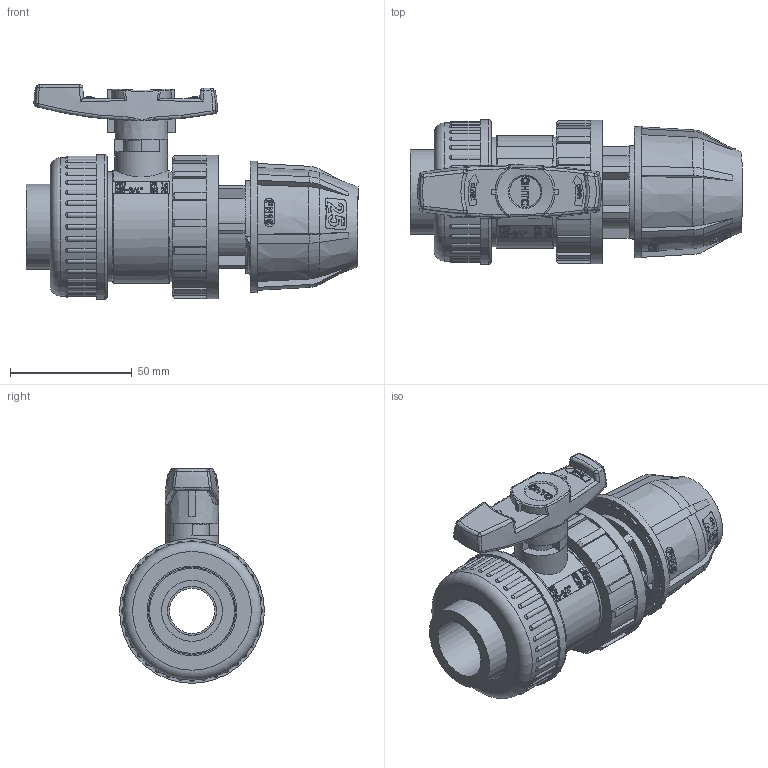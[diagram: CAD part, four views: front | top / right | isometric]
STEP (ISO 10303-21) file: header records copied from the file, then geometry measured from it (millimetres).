
FILE_DESCRIPTION(/* description */ (''),/* implementation_level */ '2;1');
FILE_NAME(/* name */ 'AK0916.025.025.step',/* time_stamp */ '2026-04-02T15:45:18+02:00',/* author */ (''),/* organization */ (''),/* preprocessor_version */ 'ST-DEVELOPER v20.1',/* originating_system */ 'Autodesk Translation Framework v14.24.0.0',/* authorisation */ '');
FILE_SCHEMA (('AUTOMOTIVE_DESIGN { 1 0 10303 214 3 1 1 }'));
Products named in the file (2): 2025-12-30-08-12-25-650; Kugelhahn_ÜberwurfmutterxKlebemuffe.25
Assembly tree (1 placements, depth 2):
  2025-12-30-08-12-25-650
    Kugelhahn_ÜberwurfmutterxKlebemuffe.25
Bounding box: 136.42 x 59.5 x 88.17 mm (x, y, z)
Volume: 186638 mm3; surface area: 112742.6 mm2
Topology: 21 solids, 21 shells, 1507 faces, 3949 edges, 2592 vertices
Faces by surface type: plane 549, bspline 524, cylinder 293, cone 71, torus 53, sphere 17
Full cylindrical faces by diameter (mm): 1.721 x1, 2.295 x1, 9.7 x4, 14 x3, 14.4 x1, 15.3 x2, 17.1 x1, 18.5 x1, 20 x3, 20.1 x1, 20.3 x1, 20.5 x1, 21 x1, 21.7 x1, 23.9 x2, 24.4 x1, 24.5 x2, 25 x1, 25.83 x1, 26.5 x1, 28.5 x4, 31 x2, 31.5 x3, 31.98 x2, 33 x2, 33.7 x1, 34.9 x1, 35.8 x1, 36.8 x1, 38 x4
Entity records: 76340 total; most frequent: CARTESIAN_POINT 42153, ORIENTED_EDGE 7864, DIRECTION 5711, EDGE_CURVE 3932, VERTEX_POINT 2592, AXIS2_PLACEMENT_3D 1933, LINE 1845, VECTOR 1845
